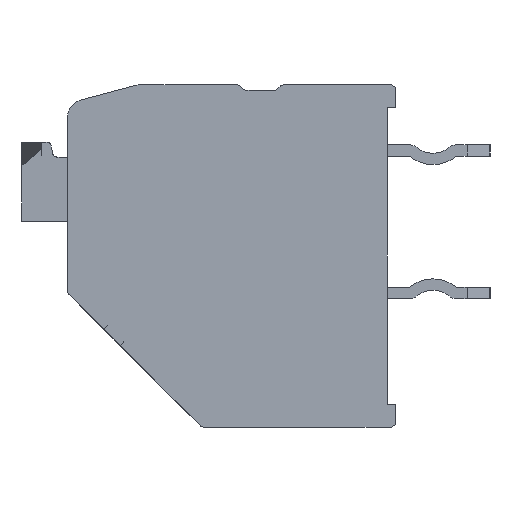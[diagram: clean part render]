
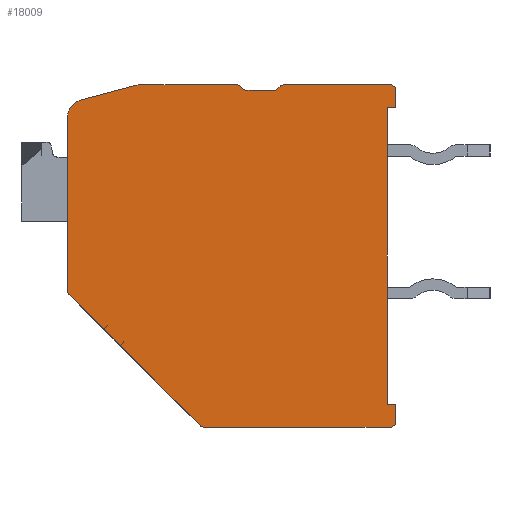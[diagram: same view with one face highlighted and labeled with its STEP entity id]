
A CAD part, left-side view. The second image highlights one B-rep face of the part: STEP entity #18009.
In plain terms, the highlighted planar face has unit normal (-1, 0, 0).
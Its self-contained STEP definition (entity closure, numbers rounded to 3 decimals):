
#5862=CARTESIAN_POINT('',(-49.,5.15,4.883));
#5863=DIRECTION('',(1.,0.,0.));
#5864=DIRECTION('',(0.,1.,0.));
#5865=AXIS2_PLACEMENT_3D('',#5862,#5863,#5864);
#5867=DIRECTION('',(0.,-0.966,0.259));
#5868=VECTOR('',#5867,1.997);
#5869=CARTESIAN_POINT('',(-49.,5.305,5.463));
#5870=LINE('',#5869,#5868);
#5871=CARTESIAN_POINT('',(-49.,3.221,5.4));
#5872=DIRECTION('',(1.,0.,0.));
#5873=DIRECTION('',(0.,0.259,0.966));
#5874=AXIS2_PLACEMENT_3D('',#5871,#5872,#5873);
#5876=DIRECTION('',(0.,-1.,0.));
#5877=VECTOR('',#5876,3.388);
#5878=CARTESIAN_POINT('',(-49.,3.221,6.));
#5879=LINE('',#5878,#5877);
#5880=CARTESIAN_POINT('',(-49.,-0.167,5.8));
#5881=DIRECTION('',(1.,0.,0.));
#5882=DIRECTION('',(0.,0.,1.));
#5883=AXIS2_PLACEMENT_3D('',#5880,#5881,#5882);
#5885=DIRECTION('',(0.,-0.707,-0.707));
#5886=VECTOR('',#5885,0.117);
#5887=CARTESIAN_POINT('',(-49.,-0.309,5.941));
#5888=LINE('',#5887,#5886);
#5889=CARTESIAN_POINT('',(-49.,-0.533,6.));
#5890=DIRECTION('',(-1.,0.,0.));
#5891=DIRECTION('',(0.,0.707,-0.707));
#5892=AXIS2_PLACEMENT_3D('',#5889,#5890,#5891);
#5894=DIRECTION('',(0.,-1.,0.));
#5895=VECTOR('',#5894,0.934);
#5896=CARTESIAN_POINT('',(-49.,-0.533,5.8));
#5897=LINE('',#5896,#5895);
#5898=CARTESIAN_POINT('',(-49.,-1.467,6.));
#5899=DIRECTION('',(-1.,0.,0.));
#5900=DIRECTION('',(0.,0.,-1.));
#5901=AXIS2_PLACEMENT_3D('',#5898,#5899,#5900);
#5903=DIRECTION('',(0.,-0.707,0.707));
#5904=VECTOR('',#5903,0.117);
#5905=CARTESIAN_POINT('',(-49.,-1.609,5.859));
#5906=LINE('',#5905,#5904);
#5907=CARTESIAN_POINT('',(-49.,-1.833,5.8));
#5908=DIRECTION('',(1.,0.,0.));
#5909=DIRECTION('',(0.,0.707,0.707));
#5910=AXIS2_PLACEMENT_3D('',#5907,#5908,#5909);
#5912=DIRECTION('',(0.,-1.,0.));
#5913=VECTOR('',#5912,3.717);
#5914=CARTESIAN_POINT('',(-49.,-1.833,6.));
#5915=LINE('',#5914,#5913);
#5916=CARTESIAN_POINT('',(-49.,-5.55,5.8));
#5917=DIRECTION('',(1.,0.,0.));
#5918=DIRECTION('',(0.,0.,1.));
#5919=AXIS2_PLACEMENT_3D('',#5916,#5917,#5918);
#5921=DIRECTION('',(0.,0.,-1.));
#5922=VECTOR('',#5921,0.6);
#5923=CARTESIAN_POINT('',(-49.,-5.75,5.8));
#5924=LINE('',#5923,#5922);
#5925=DIRECTION('',(0.,1.,0.));
#5926=VECTOR('',#5925,0.3);
#5927=CARTESIAN_POINT('',(-49.,-5.75,5.2));
#5928=LINE('',#5927,#5926);
#5929=DIRECTION('',(0.,0.,-1.));
#5930=VECTOR('',#5929,10.4);
#5931=CARTESIAN_POINT('',(-49.,-5.45,5.2));
#5932=LINE('',#5931,#5930);
#5933=DIRECTION('',(0.,-1.,0.));
#5934=VECTOR('',#5933,0.3);
#5935=CARTESIAN_POINT('',(-49.,-5.45,-5.2));
#5936=LINE('',#5935,#5934);
#5937=DIRECTION('',(0.,0.,-1.));
#5938=VECTOR('',#5937,0.6);
#5939=CARTESIAN_POINT('',(-49.,-5.75,-5.2));
#5940=LINE('',#5939,#5938);
#5941=CARTESIAN_POINT('',(-49.,-5.55,-5.8));
#5942=DIRECTION('',(1.,0.,0.));
#5943=DIRECTION('',(0.,-1.,0.));
#5944=AXIS2_PLACEMENT_3D('',#5941,#5942,#5943);
#5946=DIRECTION('',(0.,1.,0.));
#5947=VECTOR('',#5946,6.515);
#5948=CARTESIAN_POINT('',(-49.,-5.55,-6.));
#5949=LINE('',#5948,#5947);
#5950=CARTESIAN_POINT('',(-49.,0.965,-5.8));
#5951=DIRECTION('',(1.,0.,0.));
#5952=DIRECTION('',(0.,0.,-1.));
#5953=AXIS2_PLACEMENT_3D('',#5950,#5951,#5952);
#5955=DIRECTION('',(0.,0.707,0.707));
#5956=VECTOR('',#5955,6.484);
#5957=CARTESIAN_POINT('',(-49.,1.107,-5.941));
#5958=LINE('',#5957,#5956);
#5959=CARTESIAN_POINT('',(-49.,5.55,-1.215));
#5960=DIRECTION('',(1.,0.,0.));
#5961=DIRECTION('',(0.,0.707,-0.707));
#5962=AXIS2_PLACEMENT_3D('',#5959,#5960,#5961);
#5964=DIRECTION('',(0.,0.,1.));
#5965=VECTOR('',#5964,6.098);
#5966=CARTESIAN_POINT('',(-49.,5.75,-1.215));
#5967=LINE('',#5966,#5965);
#8056=CARTESIAN_POINT('',(-49.,5.75,4.883));
#8057=CARTESIAN_POINT('',(-49.,5.305,5.463));
#8058=VERTEX_POINT('',#8056);
#8059=VERTEX_POINT('',#8057);
#8060=CARTESIAN_POINT('',(-49.,3.376,5.98));
#8061=VERTEX_POINT('',#8060);
#8062=CARTESIAN_POINT('',(-49.,3.221,6.));
#8063=VERTEX_POINT('',#8062);
#8064=CARTESIAN_POINT('',(-49.,-0.167,6.));
#8065=VERTEX_POINT('',#8064);
#8066=CARTESIAN_POINT('',(-49.,-0.309,5.941));
#8067=VERTEX_POINT('',#8066);
#8068=CARTESIAN_POINT('',(-49.,-0.391,5.859));
#8069=VERTEX_POINT('',#8068);
#8070=CARTESIAN_POINT('',(-49.,-0.533,5.8));
#8071=VERTEX_POINT('',#8070);
#8072=CARTESIAN_POINT('',(-49.,-1.467,5.8));
#8073=VERTEX_POINT('',#8072);
#8074=CARTESIAN_POINT('',(-49.,-1.609,5.859));
#8075=VERTEX_POINT('',#8074);
#8076=CARTESIAN_POINT('',(-49.,-1.691,5.941));
#8077=VERTEX_POINT('',#8076);
#8078=CARTESIAN_POINT('',(-49.,-1.833,6.));
#8079=VERTEX_POINT('',#8078);
#8080=CARTESIAN_POINT('',(-49.,-5.55,6.));
#8081=VERTEX_POINT('',#8080);
#8082=CARTESIAN_POINT('',(-49.,-5.75,5.8));
#8083=VERTEX_POINT('',#8082);
#8084=CARTESIAN_POINT('',(-49.,-5.75,5.2));
#8085=VERTEX_POINT('',#8084);
#8086=CARTESIAN_POINT('',(-49.,-5.45,5.2));
#8087=VERTEX_POINT('',#8086);
#8088=CARTESIAN_POINT('',(-49.,-5.45,-5.2));
#8089=VERTEX_POINT('',#8088);
#8090=CARTESIAN_POINT('',(-49.,-5.75,-5.2));
#8091=VERTEX_POINT('',#8090);
#8092=CARTESIAN_POINT('',(-49.,-5.75,-5.8));
#8093=VERTEX_POINT('',#8092);
#8094=CARTESIAN_POINT('',(-49.,-5.55,-6.));
#8095=VERTEX_POINT('',#8094);
#8096=CARTESIAN_POINT('',(-49.,0.965,-6.));
#8097=VERTEX_POINT('',#8096);
#8098=CARTESIAN_POINT('',(-49.,1.107,-5.941));
#8099=VERTEX_POINT('',#8098);
#8100=CARTESIAN_POINT('',(-49.,5.691,-1.357));
#8101=VERTEX_POINT('',#8100);
#8102=CARTESIAN_POINT('',(-49.,5.75,-1.215));
#8103=VERTEX_POINT('',#8102);
#17978=CARTESIAN_POINT('',(-49.,0.,0.));
#17979=DIRECTION('',(1.,0.,0.));
#17980=DIRECTION('',(0.,0.,-1.));
#17981=AXIS2_PLACEMENT_3D('',#17978,#17979,#17980);
#17982=PLANE('',#17981);
#17983=ORIENTED_EDGE('',*,*,#10294,.T.);
#17984=ORIENTED_EDGE('',*,*,#10309,.T.);
#17985=ORIENTED_EDGE('',*,*,#10323,.T.);
#17986=ORIENTED_EDGE('',*,*,#10337,.T.);
#17987=ORIENTED_EDGE('',*,*,#10351,.T.);
#17988=ORIENTED_EDGE('',*,*,#10365,.T.);
#17989=ORIENTED_EDGE('',*,*,#10379,.T.);
#17990=ORIENTED_EDGE('',*,*,#10393,.T.);
#17991=ORIENTED_EDGE('',*,*,#10407,.T.);
#17992=ORIENTED_EDGE('',*,*,#10421,.T.);
#17993=ORIENTED_EDGE('',*,*,#10435,.T.);
#17994=ORIENTED_EDGE('',*,*,#10449,.T.);
#17995=ORIENTED_EDGE('',*,*,#10463,.T.);
#17996=ORIENTED_EDGE('',*,*,#10477,.T.);
#17997=ORIENTED_EDGE('',*,*,#10491,.T.);
#17998=ORIENTED_EDGE('',*,*,#10505,.T.);
#17999=ORIENTED_EDGE('',*,*,#10659,.T.);
#18000=ORIENTED_EDGE('',*,*,#10673,.T.);
#18001=ORIENTED_EDGE('',*,*,#10687,.T.);
#18002=ORIENTED_EDGE('',*,*,#10701,.T.);
#18003=ORIENTED_EDGE('',*,*,#10715,.T.);
#18004=ORIENTED_EDGE('',*,*,#10738,.T.);
#18005=ORIENTED_EDGE('',*,*,#11259,.T.);
#18006=ORIENTED_EDGE('',*,*,#11404,.T.);
#18007=EDGE_LOOP('',(#17983,#17984,#17985,#17986,#17987,#17988,#17989,#17990,
#17991,#17992,#17993,#17994,#17995,#17996,#17997,#17998,#17999,#18000,#18001,
#18002,#18003,#18004,#18005,#18006));
#18008=FACE_OUTER_BOUND('',#18007,.F.);
#5866=CIRCLE('',#5865,0.6);
#5875=CIRCLE('',#5874,0.6);
#5884=CIRCLE('',#5883,0.2);
#5893=CIRCLE('',#5892,0.2);
#5902=CIRCLE('',#5901,0.2);
#5911=CIRCLE('',#5910,0.2);
#5920=CIRCLE('',#5919,0.2);
#5945=CIRCLE('',#5944,0.2);
#5954=CIRCLE('',#5953,0.2);
#5963=CIRCLE('',#5962,0.2);
#10294=EDGE_CURVE('',#8058,#8059,#5866,.T.);
#10309=EDGE_CURVE('',#8059,#8061,#5870,.T.);
#10323=EDGE_CURVE('',#8061,#8063,#5875,.T.);
#10337=EDGE_CURVE('',#8063,#8065,#5879,.T.);
#10351=EDGE_CURVE('',#8065,#8067,#5884,.T.);
#10365=EDGE_CURVE('',#8067,#8069,#5888,.T.);
#10379=EDGE_CURVE('',#8069,#8071,#5893,.T.);
#10393=EDGE_CURVE('',#8071,#8073,#5897,.T.);
#10407=EDGE_CURVE('',#8073,#8075,#5902,.T.);
#10421=EDGE_CURVE('',#8075,#8077,#5906,.T.);
#10435=EDGE_CURVE('',#8077,#8079,#5911,.T.);
#10449=EDGE_CURVE('',#8079,#8081,#5915,.T.);
#10463=EDGE_CURVE('',#8081,#8083,#5920,.T.);
#10477=EDGE_CURVE('',#8083,#8085,#5924,.T.);
#10491=EDGE_CURVE('',#8085,#8087,#5928,.T.);
#10505=EDGE_CURVE('',#8087,#8089,#5932,.T.);
#10659=EDGE_CURVE('',#8089,#8091,#5936,.T.);
#10673=EDGE_CURVE('',#8091,#8093,#5940,.T.);
#10687=EDGE_CURVE('',#8093,#8095,#5945,.T.);
#10701=EDGE_CURVE('',#8095,#8097,#5949,.T.);
#10715=EDGE_CURVE('',#8097,#8099,#5954,.T.);
#10738=EDGE_CURVE('',#8099,#8101,#5958,.T.);
#11259=EDGE_CURVE('',#8101,#8103,#5963,.T.);
#11404=EDGE_CURVE('',#8103,#8058,#5967,.T.);
#18009=ADVANCED_FACE('',(#18008),#17982,.F.);
